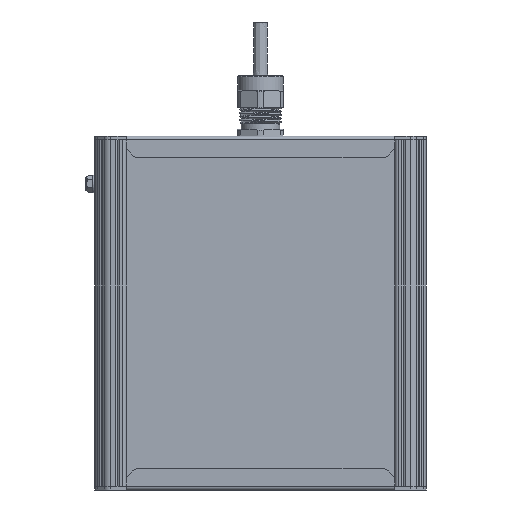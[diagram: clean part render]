
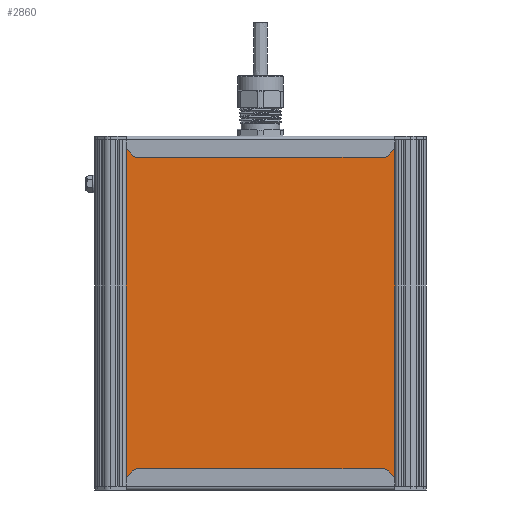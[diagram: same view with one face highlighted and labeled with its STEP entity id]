
A CAD part, front view. The second image highlights one B-rep face of the part: STEP entity #2860.
In plain terms, the highlighted face is planar.
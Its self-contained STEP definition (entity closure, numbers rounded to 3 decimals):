
#2860=ADVANCED_FACE('',(#6861),#6863,.T.);
#6861=FACE_BOUND('',#6862,.T.);
#6862=EDGE_LOOP('',(#32933,#32934,#32935,#32936));
#6863=PLANE('',#6864);
#6864=AXIS2_PLACEMENT_3D('',#6865,#6866,#6867);
#6865=CARTESIAN_POINT('',(2111.497,401.002,-34.582));
#6866=DIRECTION('',(0.,0.,-1.));
#6867=DIRECTION('',(0.,1.,0.));
#32933=ORIENTED_EDGE('',*,*,#36965,.T.);
#32934=ORIENTED_EDGE('',*,*,#36966,.F.);
#32935=ORIENTED_EDGE('',*,*,#36967,.F.);
#32936=ORIENTED_EDGE('',*,*,#36968,.T.);
#36965=EDGE_CURVE('',#40418,#40419,#40420,.T.);
#36966=EDGE_CURVE('',#40421,#40419,#40422,.T.);
#36967=EDGE_CURVE('',#40423,#40421,#40424,.T.);
#36968=EDGE_CURVE('',#40423,#40418,#40425,.T.);
#40418=VERTEX_POINT('',#48062);
#40419=VERTEX_POINT('',#48063);
#40420=LINE('',#48064,#48065);
#40421=VERTEX_POINT('',#48067);
#40422=LINE('',#48068,#48069);
#40423=VERTEX_POINT('',#48071);
#40424=LINE('',#48072,#48073);
#40425=LINE('',#48075,#48076);
#48062=CARTESIAN_POINT('',(2307.497,565.13,-34.582));
#48063=CARTESIAN_POINT('',(2307.497,401.002,-34.582));
#48064=CARTESIAN_POINT('',(2307.497,565.13,-34.582));
#48065=VECTOR('',#48066,1.);
#48066=DIRECTION('',(0.,-1.,0.));
#48067=CARTESIAN_POINT('',(2111.497,401.002,-34.582));
#48068=CARTESIAN_POINT('',(2111.497,401.002,-34.582));
#48069=VECTOR('',#48070,1.);
#48070=DIRECTION('',(1.,0.,0.));
#48071=CARTESIAN_POINT('',(2111.497,565.13,-34.582));
#48072=CARTESIAN_POINT('',(2111.497,565.13,-34.582));
#48073=VECTOR('',#48074,1.);
#48074=DIRECTION('',(0.,-1.,0.));
#48075=CARTESIAN_POINT('',(2111.497,565.13,-34.582));
#48076=VECTOR('',#48077,1.);
#48077=DIRECTION('',(1.,0.,0.));
